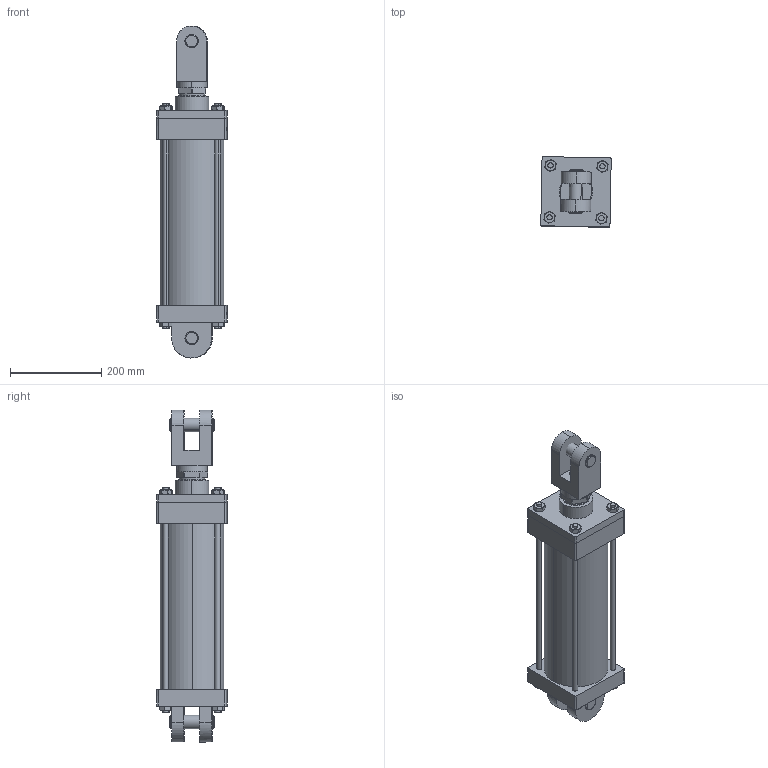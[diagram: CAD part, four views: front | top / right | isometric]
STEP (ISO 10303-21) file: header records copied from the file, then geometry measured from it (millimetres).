
FILE_DESCRIPTION(('FreeCAD Model'),'2;1');
FILE_NAME('Open CASCADE Shape Model','2025-05-02T14:53:23',('FreeCAD'),( 'FreeCAD'),'Open CASCADE STEP processor 7.6','FreeCAD','Unknown');
FILE_SCHEMA(('AUTOMOTIVE_DESIGN { 1 0 10303 214 1 1 1 1 }'));
Length unit declared in the file: millimetre
Products named in the file (1): Open CASCADE STEP translator 7.6 1
Bounding box: 154.24 x 154.24 x 727.51 mm (x, y, z)
Volume: 5435824.4 mm3; surface area: 978513.1 mm2
Topology: 29 solids, 29 shells, 515 faces, 1134 edges, 707 vertices
Faces by surface type: bspline 515
Entity records: 16210 total; most frequent: CARTESIAN_POINT 9490, ORIENTED_EDGE 2264, EDGE_CURVE 1132, VERTEX_POINT 707, FACE_BOUND 625, EDGE_LOOP 625, B_SPLINE_CURVE_WITH_KNOTS 600, ADVANCED_FACE 515
